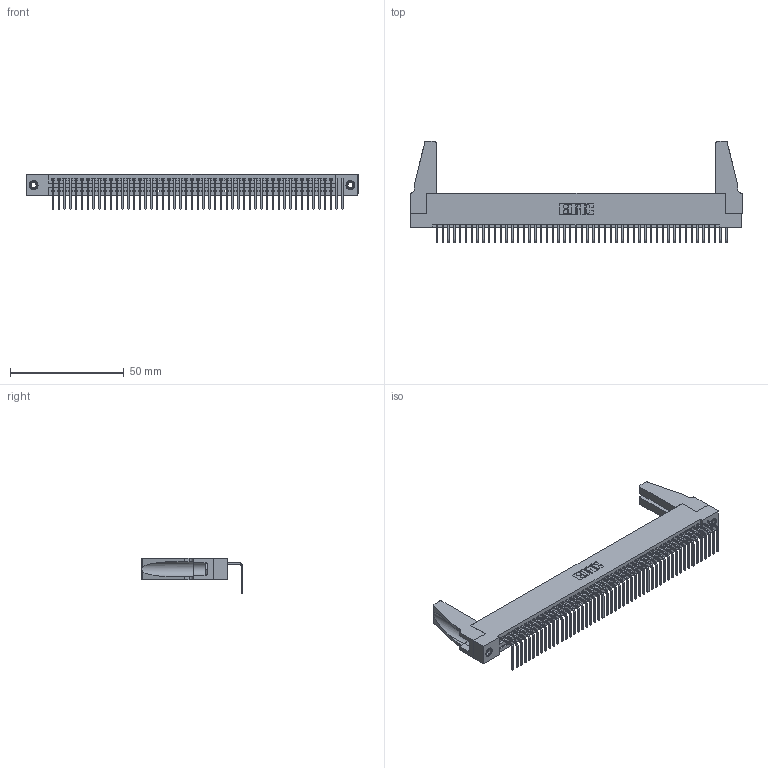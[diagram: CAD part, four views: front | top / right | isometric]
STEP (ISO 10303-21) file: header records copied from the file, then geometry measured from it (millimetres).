
FILE_DESCRIPTION (( 'STEP AP203' ), '1' );
FILE_NAME ('345-051-558-188.STEP', '2019-10-10T18:32:35', ( '' ), ( '' ), 'SwSTEP 2.0', 'SolidWorks 2016', '' );
FILE_SCHEMA (( 'CONFIG_CONTROL_DESIGN' ));
Length unit declared in the file: inch
Products named in the file (5): 345 Part_Flush Mounting Lugs - 0.156 Dia-TH; 345-292-001_558 Tail - 2; 345-250-001_345-250-001-102; 345-220-078_345-220-088; 345-051-558-188
Assembly tree (56 placements, depth 2):
  345-051-558-188
    345 Part_Flush Mounting Lugs - 0.156 Dia-TH
    345-292-001_558 Tail - 2  x51
    345-250-001_345-250-001-102  x2
    345-220-078_345-220-088  x2
Bounding box: 145.69 x 44.69 x 15.37 mm (x, y, z)
Volume: 17340.9 mm3; surface area: 23066.7 mm2
Topology: 56 solids, 56 shells, 3278 faces, 9829 edges, 6474 vertices
Faces by surface type: plane 2266, cylinder 996, cone 12, torus 4
Entity records: 38232 total; most frequent: CARTESIAN_POINT 6603, ORIENTED_EDGE 6544, DIRECTION 5766, EDGE_CURVE 3272, VECTOR 2902, LINE 2902, VERTEX_POINT 2174, AXIS2_PLACEMENT_3D 1432
